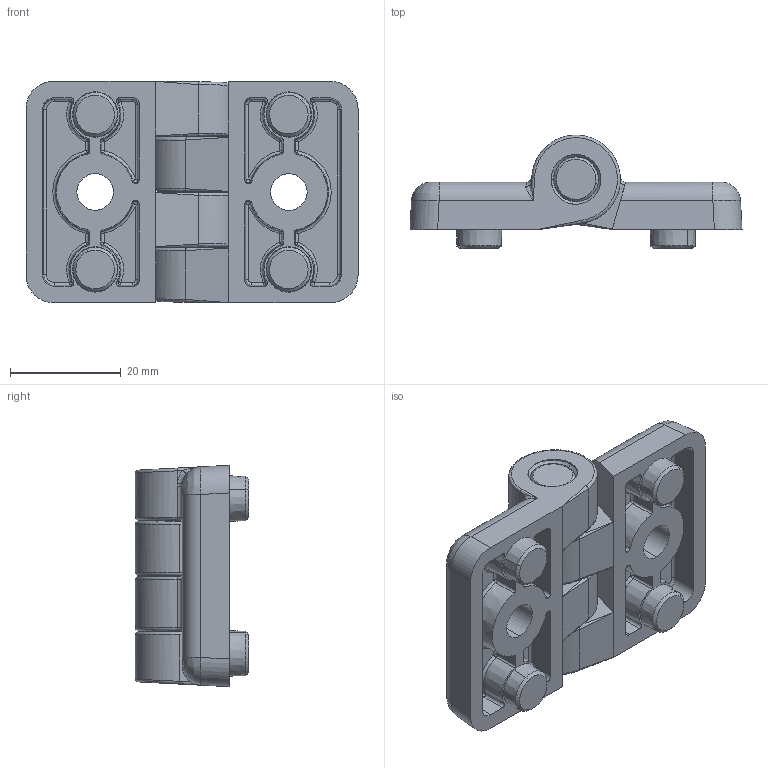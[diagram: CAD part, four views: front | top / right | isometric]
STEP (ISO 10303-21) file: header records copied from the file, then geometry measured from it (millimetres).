
FILE_DESCRIPTION(('STEP AP214'),'1');
FILE_NAME('fath_095ks3030f08.stp','2017-04-24T02:27:09',('TraceParts'),('TraceParts S.A.'),'Spatial InterOp 3D',' ',' ');
FILE_SCHEMA(('automotive_design'));
Length unit declared in the file: millimetre
Products named in the file (7): fath_095ks3030f08_1; fath_095ks3030f08_2; fath_095ks3030f08_3; fath_095ks3030f08_4; fath_095ks3030f08_5; fath_095ks3030f08_6; fath_095ks3030f08_7
Bounding box: 60 x 20.5 x 40.01 mm (x, y, z)
Volume: 19384.5 mm3; surface area: 13072.9 mm2
Topology: 7 solids, 7 shells, 485 faces, 1186 edges, 692 vertices
Faces by surface type: cylinder 168, cone 90, plane 73, bspline 62, torus 60, sphere 32
Entity records: 22757 total; most frequent: CARTESIAN_POINT 8122, ORIENTED_EDGE 2296, DIRECTION 2172, EDGE_CURVE 1148, AXIS2_PLACEMENT_3D 908, VERTEX_POINT 692, EDGE_LOOP 512, STYLED_ITEM 492
